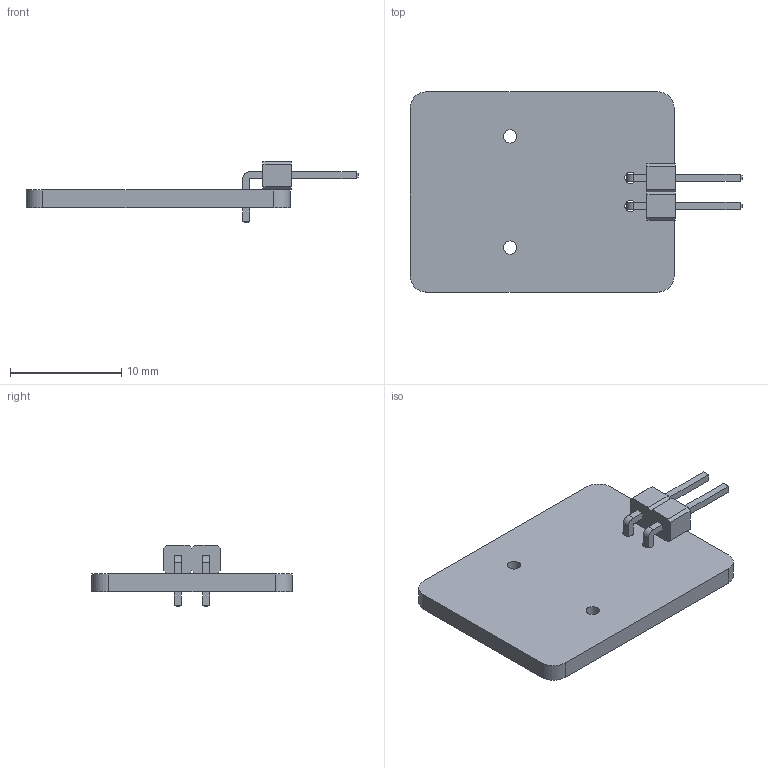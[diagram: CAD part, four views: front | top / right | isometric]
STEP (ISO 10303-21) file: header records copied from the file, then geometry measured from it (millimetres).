
FILE_DESCRIPTION(('KiCad electronic assembly'),'2;1');
FILE_NAME('transducer circuit.step','2023-04-05T08:49:14',('Pcbnew'),( 'Kicad'),'Open CASCADE STEP processor 7.6','KiCad to STEP converter' ,'Unknown');
FILE_SCHEMA(('AUTOMOTIVE_DESIGN { 1 0 10303 214 1 1 1 1 }'));
Length unit declared in the file: millimetre
Products named in the file (4): transducer circuit 1; PinHeader_1x02_P2.54mm_Horizontal; SOLID; transducer circuit PCB
Assembly tree (3 placements, depth 3):
  transducer circuit 1
    PinHeader_1x02_P2.54mm_Horizontal
      SOLID
    transducer circuit PCB
Bounding box: 29.84 x 18 x 5.54 mm (x, y, z)
Volume: 716.3 mm3; surface area: 1117.1 mm2
Topology: 2 solids, 2 shells, 72 faces, 176 edges, 112 vertices
Faces by surface type: bspline 58, cylinder 8, plane 6
Full cylindrical faces by diameter (mm): 1 x2, 1.2 x2
Entity records: 4500 total; most frequent: CARTESIAN_POINT 1426, B_SPLINE_CURVE_WITH_KNOTS 412, ORIENTED_EDGE 352, PCURVE 352, DEFINITIONAL_REPRESENTATION 352, EDGE_CURVE 176, SURFACE_CURVE 172, DIRECTION 144
